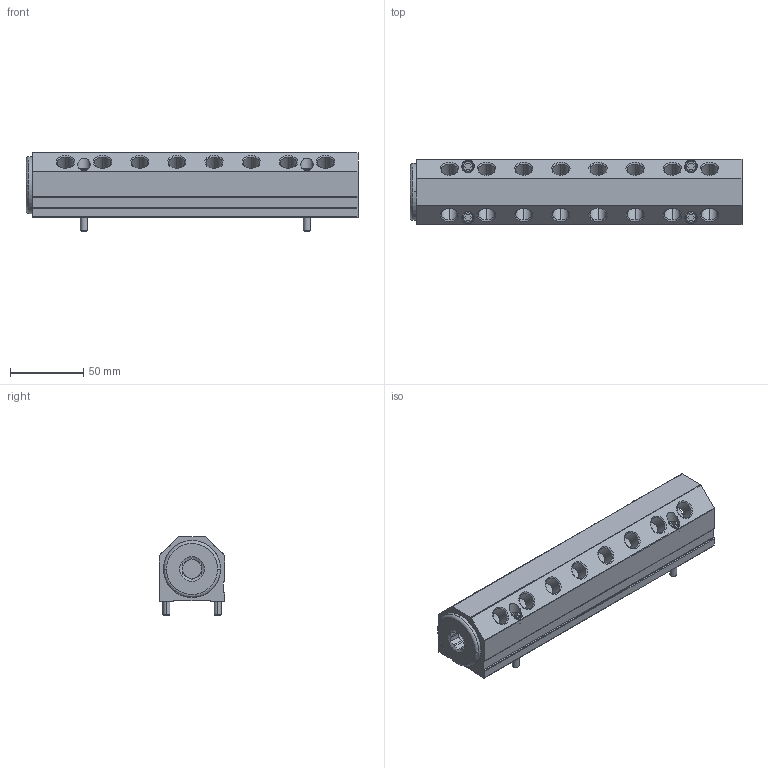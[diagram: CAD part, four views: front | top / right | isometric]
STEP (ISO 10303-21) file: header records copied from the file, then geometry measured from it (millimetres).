
FILE_DESCRIPTION (( 'STEP AP203' ), '1' );
FILE_NAME ('IM3-8-BD-16-1-4-N-R.step', '2024-08-21T11:23:40', ( '' ), ( '' ), 'SwSTEP 2.0', 'SolidWorks 2023', '' );
FILE_SCHEMA (( 'CONFIG_CONTROL_DESIGN' ));
Length unit declared in the file: inch
Products named in the file (1): IM3-8-BD-16-1-4-N-R
Bounding box: 226.95 x 44.45 x 53.98 mm (x, y, z)
Volume: 288868.7 mm3; surface area: 68440.5 mm2
Topology: 6 solids, 6 shells, 248 faces, 598 edges, 380 vertices
Faces by surface type: cylinder 90, plane 82, cone 64, bspline 12
Entity records: 9559 total; most frequent: CARTESIAN_POINT 3579, DIRECTION 1256, ORIENTED_EDGE 1196, EDGE_CURVE 598, AXIS2_PLACEMENT_3D 485, VERTEX_POINT 380, EDGE_LOOP 308, VECTOR 286
